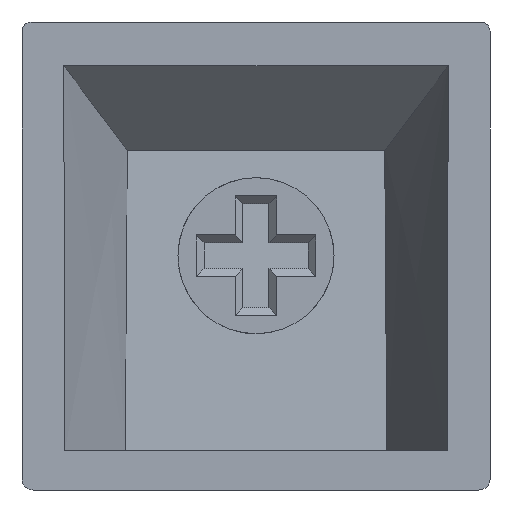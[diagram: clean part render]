
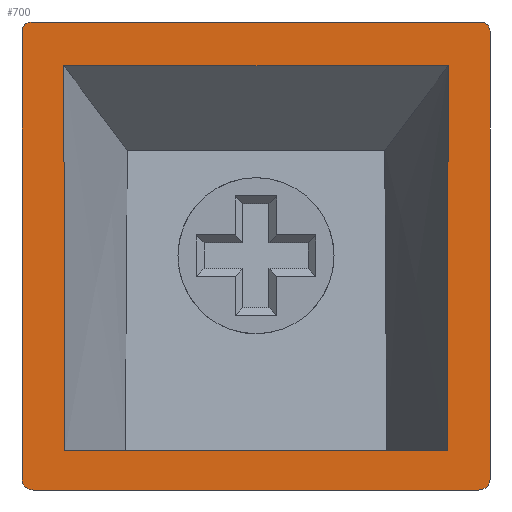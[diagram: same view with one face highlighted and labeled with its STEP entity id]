
A CAD part, front view. The second image highlights one B-rep face of the part: STEP entity #700.
In plain terms, the highlighted planar face has unit normal (0, -1, 0).
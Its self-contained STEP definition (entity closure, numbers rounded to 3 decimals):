
#700=ADVANCED_FACE('',(#701,#791),#835,.T.);
#701=FACE_BOUND('',#702,.T.);
#702=EDGE_LOOP('',(#703,#713,#727,#735,#749,#757,#771,#779));
#703=ORIENTED_EDGE('',*,*,#704,.T.);
#704=EDGE_CURVE('',#705,#707,#709,.F.);
#705=VERTEX_POINT('',#706);
#706=CARTESIAN_POINT('',(0.443,0.0,-18.0));
#707=VERTEX_POINT('',#708);
#708=CARTESIAN_POINT('',(17.557,0.0,-18.0));
#709=LINE('',#710,#711);
#710=CARTESIAN_POINT('',(0.0,0.0,-18.0));
#711=VECTOR('',#712,1.0);
#712=DIRECTION('',(-1.0,0.0,0.0));
#713=ORIENTED_EDGE('',*,*,#714,.T.);
#714=EDGE_CURVE('',#707,#715,#717,.T.);
#715=VERTEX_POINT('',#716);
#716=CARTESIAN_POINT('',(18.0,0.0,-17.6));
#717=B_SPLINE_CURVE_WITH_KNOTS('',2,(#718,#719,#720,#721,#722,#723,#724,#725,#726),.UNSPECIFIED.,.F.,.U.,(3,2,2,2,3),(0.0,0.25,0.5,0.75,1.0),.PIECEWISE_BEZIER_KNOTS.);
#718=CARTESIAN_POINT('',(17.557,0.0,-18.0));
#719=CARTESIAN_POINT('',(17.64,0.0,-18.0));
#720=CARTESIAN_POINT('',(17.719,0.0,-17.972));
#721=CARTESIAN_POINT('',(17.798,0.0,-17.945));
#722=CARTESIAN_POINT('',(17.862,0.0,-17.891));
#723=CARTESIAN_POINT('',(17.926,0.0,-17.836));
#724=CARTESIAN_POINT('',(17.963,0.0,-17.761));
#725=CARTESIAN_POINT('',(18.,0.0,-17.685));
#726=CARTESIAN_POINT('',(18.,0.0,-17.6));
#727=ORIENTED_EDGE('',*,*,#728,.T.);
#728=EDGE_CURVE('',#715,#729,#731,.F.);
#729=VERTEX_POINT('',#730);
#730=CARTESIAN_POINT('',(18.0,0.0,-0.378));
#731=LINE('',#732,#733);
#732=CARTESIAN_POINT('',(18.0,0.0,0.0));
#733=VECTOR('',#734,1.0);
#734=DIRECTION('',(0.,0.0,-1.0));
#735=ORIENTED_EDGE('',*,*,#736,.T.);
#736=EDGE_CURVE('',#729,#737,#739,.T.);
#737=VERTEX_POINT('',#738);
#738=CARTESIAN_POINT('',(17.64,0.0,0.0));
#739=B_SPLINE_CURVE_WITH_KNOTS('',2,(#740,#741,#742,#743,#744,#745,#746,#747,#748),.UNSPECIFIED.,.F.,.U.,(3,2,2,2,3),(0.0,0.25,0.5,0.75,1.0),.PIECEWISE_BEZIER_KNOTS.);
#740=CARTESIAN_POINT('',(18.,0.0,-0.378));
#741=CARTESIAN_POINT('',(18.,0.0,-0.303));
#742=CARTESIAN_POINT('',(17.976,0.0,-0.235));
#743=CARTESIAN_POINT('',(17.952,0.0,-0.166));
#744=CARTESIAN_POINT('',(17.902,0.0,-0.111));
#745=CARTESIAN_POINT('',(17.853,0.0,-0.058));
#746=CARTESIAN_POINT('',(17.783,0.0,-0.028));
#747=CARTESIAN_POINT('',(17.717,0.0,0.));
#748=CARTESIAN_POINT('',(17.64,0.0,0.));
#749=ORIENTED_EDGE('',*,*,#750,.T.);
#750=EDGE_CURVE('',#737,#751,#753,.F.);
#751=VERTEX_POINT('',#752);
#752=CARTESIAN_POINT('',(0.36,0.0,0.0));
#753=LINE('',#754,#755);
#754=CARTESIAN_POINT('',(0.0,0.0,0.0));
#755=VECTOR('',#756,1.0);
#756=DIRECTION('',(1.0,0.0,0.0));
#757=ORIENTED_EDGE('',*,*,#758,.T.);
#758=EDGE_CURVE('',#751,#759,#761,.T.);
#759=VERTEX_POINT('',#760);
#760=CARTESIAN_POINT('',(0.0,0.0,-0.378));
#761=B_SPLINE_CURVE_WITH_KNOTS('',2,(#762,#763,#764,#765,#766,#767,#768,#769,#770),.UNSPECIFIED.,.F.,.U.,(3,2,2,2,3),(0.0,0.25,0.5,0.75,1.0),.PIECEWISE_BEZIER_KNOTS.);
#762=CARTESIAN_POINT('',(0.36,0.0,0.));
#763=CARTESIAN_POINT('',(0.285,0.0,0.));
#764=CARTESIAN_POINT('',(0.217,0.0,-0.028));
#765=CARTESIAN_POINT('',(0.15,0.0,-0.055));
#766=CARTESIAN_POINT('',(0.099,0.0,-0.111));
#767=CARTESIAN_POINT('',(0.05,0.0,-0.162));
#768=CARTESIAN_POINT('',(0.024,0.0,-0.235));
#769=CARTESIAN_POINT('',(0.,0.0,-0.301));
#770=CARTESIAN_POINT('',(0.,0.0,-0.378));
#771=ORIENTED_EDGE('',*,*,#772,.T.);
#772=EDGE_CURVE('',#759,#773,#775,.F.);
#773=VERTEX_POINT('',#774);
#774=CARTESIAN_POINT('',(0.0,0.0,-17.6));
#775=LINE('',#776,#777);
#776=CARTESIAN_POINT('',(0.0,0.0,0.0));
#777=VECTOR('',#778,1.0);
#778=DIRECTION('',(0.0,0.0,1.0));
#779=ORIENTED_EDGE('',*,*,#780,.T.);
#780=EDGE_CURVE('',#773,#705,#781,.T.);
#781=B_SPLINE_CURVE_WITH_KNOTS('',2,(#782,#783,#784,#785,#786,#787,#788,#789,#790),.UNSPECIFIED.,.F.,.U.,(3,2,2,2,3),(0.0,0.25,0.5,0.75,1.0),.PIECEWISE_BEZIER_KNOTS.);
#782=CARTESIAN_POINT('',(0.,0.0,-17.6));
#783=CARTESIAN_POINT('',(0.,0.0,-17.683));
#784=CARTESIAN_POINT('',(0.037,0.0,-17.76));
#785=CARTESIAN_POINT('',(0.072,0.0,-17.833));
#786=CARTESIAN_POINT('',(0.138,0.0,-17.89));
#787=CARTESIAN_POINT('',(0.198,0.0,-17.943));
#788=CARTESIAN_POINT('',(0.28,0.0,-17.972));
#789=CARTESIAN_POINT('',(0.358,0.0,-18.0));
#790=CARTESIAN_POINT('',(0.443,0.0,-18.0));
#791=FACE_BOUND('',#792,.T.);
#792=EDGE_LOOP('',(#793,#803,#816,#824));
#793=ORIENTED_EDGE('',*,*,#794,.T.);
#794=EDGE_CURVE('',#795,#797,#799,.T.);
#795=VERTEX_POINT('',#796);
#796=CARTESIAN_POINT('',(16.353,0.,-16.5));
#797=VERTEX_POINT('',#798);
#798=CARTESIAN_POINT('',(1.647,0.,-16.5));
#799=LINE('',#800,#801);
#800=CARTESIAN_POINT('',(0.0,0.0,-16.5));
#801=VECTOR('',#802,1.0);
#802=DIRECTION('',(-1.0,0.0,0.0));
#803=ORIENTED_EDGE('',*,*,#804,.T.);
#804=EDGE_CURVE('',#797,#805,#807,.T.);
#805=VERTEX_POINT('',#806);
#806=CARTESIAN_POINT('',(1.605,0.,-1.684));
#807=B_SPLINE_CURVE_WITH_KNOTS('',3,(#808,#809,#810,#811,#812,#813,#814,#815),.UNSPECIFIED.,.F.,.U.,(4,2,2,4),(0.0,4.788,9.802,14.816),.UNSPECIFIED.);
#808=CARTESIAN_POINT('',(1.647,0.,-16.5));
#809=CARTESIAN_POINT('',(1.641,0.,-14.904));
#810=CARTESIAN_POINT('',(1.636,0.,-13.308));
#811=CARTESIAN_POINT('',(1.626,0.,-10.041));
#812=CARTESIAN_POINT('',(1.621,0.0,-8.37));
#813=CARTESIAN_POINT('',(1.613,0.0,-5.027));
#814=CARTESIAN_POINT('',(1.609,0.,-3.355));
#815=CARTESIAN_POINT('',(1.605,0.,-1.684));
#816=ORIENTED_EDGE('',*,*,#817,.T.);
#817=EDGE_CURVE('',#805,#818,#820,.T.);
#818=VERTEX_POINT('',#819);
#819=CARTESIAN_POINT('',(16.395,0.,-1.684));
#820=LINE('',#821,#822);
#821=CARTESIAN_POINT('',(0.0,0.0,-1.684));
#822=VECTOR('',#823,1.0);
#823=DIRECTION('',(1.0,0.0,0.0));
#824=ORIENTED_EDGE('',*,*,#825,.T.);
#825=EDGE_CURVE('',#818,#795,#826,.T.);
#826=B_SPLINE_CURVE_WITH_KNOTS('',3,(#827,#828,#829,#830,#831,#832,#833,#834),.UNSPECIFIED.,.F.,.U.,(4,2,2,4),(0.0,4.786,9.801,14.816),.UNSPECIFIED.);
#827=CARTESIAN_POINT('',(16.395,0.,-1.684));
#828=CARTESIAN_POINT('',(16.392,0.,-3.279));
#829=CARTESIAN_POINT('',(16.388,0.,-4.874));
#830=CARTESIAN_POINT('',(16.38,0.,-8.141));
#831=CARTESIAN_POINT('',(16.375,0.,-9.813));
#832=CARTESIAN_POINT('',(16.365,0.,-13.157));
#833=CARTESIAN_POINT('',(16.359,0.,-14.828));
#834=CARTESIAN_POINT('',(16.353,0.,-16.5));
#835=PLANE('',#836);
#836=AXIS2_PLACEMENT_3D('',#837,#838,#839);
#837=CARTESIAN_POINT('',(0.0,0.0,0.0));
#838=DIRECTION('',(0.0,-1.0,0.0));
#839=DIRECTION('',(0.0,0.0,-1.0));
